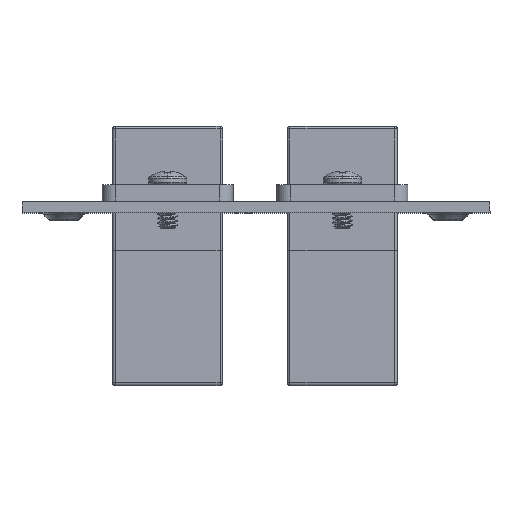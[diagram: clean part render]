
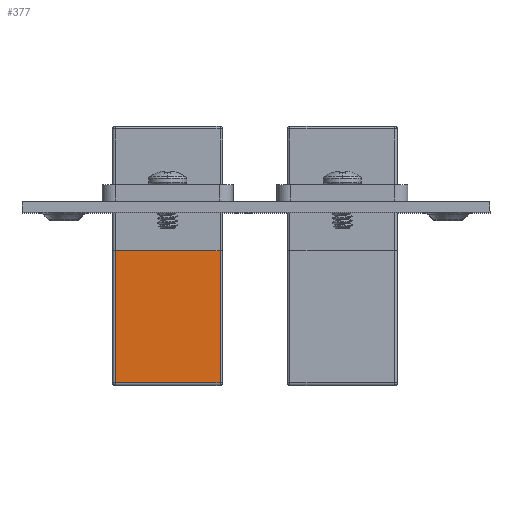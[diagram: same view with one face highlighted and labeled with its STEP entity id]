
A CAD part, top view. The second image highlights one B-rep face of the part: STEP entity #377.
In plain terms, the highlighted face is planar.
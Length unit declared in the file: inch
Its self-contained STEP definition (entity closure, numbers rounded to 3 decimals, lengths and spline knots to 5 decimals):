
#377 = ADVANCED_FACE ( 'NONE', ( #24072 ), #8802, .F. ) ;
#1064 = ORIENTED_EDGE ( 'NONE', *, *, #22441, .T. ) ;
#1595 = LINE ( 'NONE', #21387, #23062 ) ;
#2191 = ORIENTED_EDGE ( 'NONE', *, *, #6644, .T. ) ;
#4193 = AXIS2_PLACEMENT_3D ( 'NONE', #10956, #25908, #13074 ) ;
#4937 = ORIENTED_EDGE ( 'NONE', *, *, #11505, .T. ) ;
#5052 = VERTEX_POINT ( 'NONE', #24515 ) ;
#5733 = DIRECTION ( 'NONE',  ( 1., 0., 0. ) ) ;
#6040 = ORIENTED_EDGE ( 'NONE', *, *, #15781, .T. ) ;
#6198 = VECTOR ( 'NONE', #5733, 39.37008 ) ;
#6644 = EDGE_CURVE ( 'NONE', #8781, #18884, #23689, .T. ) ;
#6847 = CARTESIAN_POINT ( 'NONE',  ( 0.3, -0.435, 0.756 ) ) ;
#8781 = VERTEX_POINT ( 'NONE', #18953 ) ;
#8802 = PLANE ( 'NONE',  #4193 ) ;
#9037 = VECTOR ( 'NONE', #17386, 39.37008 ) ;
#9608 = VECTOR ( 'NONE', #19777, 39.37008 ) ;
#10115 = VERTEX_POINT ( 'NONE', #6847 ) ;
#10956 = CARTESIAN_POINT ( 'NONE',  ( -0.315, -0.435, 0.771 ) ) ;
#11254 = LINE ( 'NONE', #18582, #6198 ) ;
#11505 = EDGE_CURVE ( 'NONE', #5052, #10115, #14721, .T. ) ;
#13074 = DIRECTION ( 'NONE',  ( 0., 0., 1. ) ) ;
#13230 = CARTESIAN_POINT ( 'NONE',  ( -0.3, -0.435, 0.771 ) ) ;
#14721 = LINE ( 'NONE', #15223, #9037 ) ;
#15051 = CARTESIAN_POINT ( 'NONE',  ( -0.3, -0.435, 0. ) ) ;
#15223 = CARTESIAN_POINT ( 'NONE',  ( 0.3, -0.435, 0.771 ) ) ;
#15781 = EDGE_CURVE ( 'NONE', #18884, #5052, #11254, .T. ) ;
#17386 = DIRECTION ( 'NONE',  ( 0., 0., 1. ) ) ;
#18582 = CARTESIAN_POINT ( 'NONE',  ( -0.315, -0.435, 0. ) ) ;
#18884 = VERTEX_POINT ( 'NONE', #15051 ) ;
#18953 = CARTESIAN_POINT ( 'NONE',  ( -0.3, -0.435, 0.756 ) ) ;
#19777 = DIRECTION ( 'NONE',  ( 0., 0., -1. ) ) ;
#20596 = EDGE_LOOP ( 'NONE', ( #1064, #2191, #6040, #4937 ) ) ;
#21387 = CARTESIAN_POINT ( 'NONE',  ( -0.315, -0.435, 0.756 ) ) ;
#22441 = EDGE_CURVE ( 'NONE', #10115, #8781, #1595, .T. ) ;
#23062 = VECTOR ( 'NONE', #23537, 39.37008 ) ;
#23537 = DIRECTION ( 'NONE',  ( -1., 0., 0. ) ) ;
#23689 = LINE ( 'NONE', #13230, #9608 ) ;
#24072 = FACE_OUTER_BOUND ( 'NONE', #20596, .T. ) ;
#24515 = CARTESIAN_POINT ( 'NONE',  ( 0.3, -0.435, 0. ) ) ;
#25908 = DIRECTION ( 'NONE',  ( 0., 1., 0. ) ) ;
